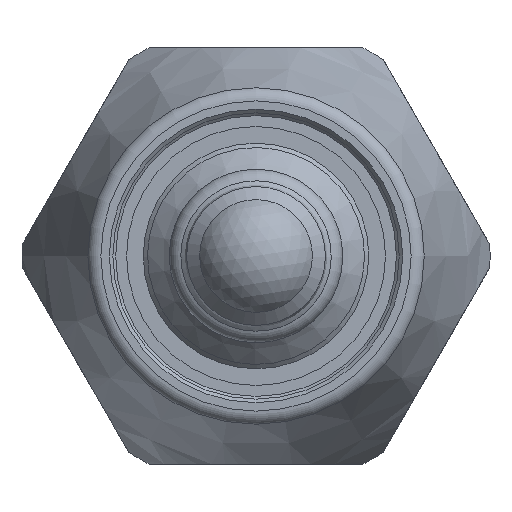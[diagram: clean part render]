
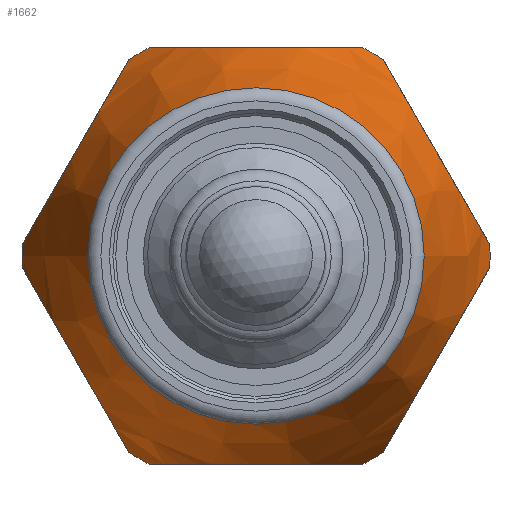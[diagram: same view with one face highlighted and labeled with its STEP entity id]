
A CAD part, front view. The second image highlights one B-rep face of the part: STEP entity #1662.
In plain terms, the highlighted conical face has half-angle 20 degrees and reference radius 11.492 mm.
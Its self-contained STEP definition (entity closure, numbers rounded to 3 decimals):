
#933=CARTESIAN_POINT('',(6.151,15.148,-12.));
#934=VERTEX_POINT('',#933);
#941=CARTESIAN_POINT('',(-6.151,15.148,-12.));
#942=VERTEX_POINT('',#941);
#943=CARTESIAN_POINT('',(6.151,15.148,-12.));
#944=CARTESIAN_POINT('',(0.,7.439,-12.));
#945=CARTESIAN_POINT('',(-6.151,15.148,-12.));
#953=(BOUNDED_CURVE()B_SPLINE_CURVE(2,(#943,#944,#945),.UNSPECIFIED.,.F.,.U.)B_SPLINE_CURVE_WITH_KNOTS((3,3),(0.0,1.476),.UNSPECIFIED.)CURVE()GEOMETRIC_REPRESENTATION_ITEM()RATIONAL_B_SPLINE_CURVE((1.0,1.124,1.0))REPRESENTATION_ITEM(''));
#954=EDGE_CURVE('',#934,#942,#953,.T.);
#1409=CARTESIAN_POINT('',(13.468,15.148,-0.673));
#1410=VERTEX_POINT('',#1409);
#1417=CARTESIAN_POINT('',(7.317,15.148,-11.327));
#1418=VERTEX_POINT('',#1417);
#1419=CARTESIAN_POINT('',(13.468,15.148,-0.673));
#1420=CARTESIAN_POINT('',(10.392,7.439,-6.));
#1421=CARTESIAN_POINT('',(7.317,15.148,-11.327));
#1429=(BOUNDED_CURVE()B_SPLINE_CURVE(2,(#1419,#1420,#1421),.UNSPECIFIED.,.F.,.U.)B_SPLINE_CURVE_WITH_KNOTS((3,3),(0.0,1.476),.UNSPECIFIED.)CURVE()GEOMETRIC_REPRESENTATION_ITEM()RATIONAL_B_SPLINE_CURVE((1.0,1.124,1.0))REPRESENTATION_ITEM(''));
#1430=EDGE_CURVE('',#1410,#1418,#1429,.T.);
#1447=CARTESIAN_POINT('',(13.468,15.148,0.673));
#1448=VERTEX_POINT('',#1447);
#1455=CARTESIAN_POINT('',(0.,15.148,0.));
#1456=DIRECTION('',(0.0,-1.0,0.0));
#1457=DIRECTION('',(-1.0,0.0,0.0));
#1458=AXIS2_PLACEMENT_3D('',#1455,#1456,#1457);
#1459=CIRCLE('',#1458,13.485);
#1460=EDGE_CURVE('',#1410,#1448,#1459,.T.);
#1472=CARTESIAN_POINT('',(7.317,15.148,11.327));
#1473=VERTEX_POINT('',#1472);
#1480=CARTESIAN_POINT('',(7.317,15.148,11.327));
#1481=CARTESIAN_POINT('',(10.392,7.439,6.));
#1482=CARTESIAN_POINT('',(13.468,15.148,0.673));
#1490=(BOUNDED_CURVE()B_SPLINE_CURVE(2,(#1480,#1481,#1482),.UNSPECIFIED.,.F.,.U.)B_SPLINE_CURVE_WITH_KNOTS((3,3),(0.0,1.476),.UNSPECIFIED.)CURVE()GEOMETRIC_REPRESENTATION_ITEM()RATIONAL_B_SPLINE_CURVE((1.0,1.124,1.0))REPRESENTATION_ITEM(''));
#1491=EDGE_CURVE('',#1473,#1448,#1490,.T.);
#1503=CARTESIAN_POINT('',(6.151,15.148,12.));
#1504=VERTEX_POINT('',#1503);
#1511=CARTESIAN_POINT('',(0.,15.148,0.));
#1512=DIRECTION('',(0.0,-1.0,0.0));
#1513=DIRECTION('',(-1.0,0.0,0.0));
#1514=AXIS2_PLACEMENT_3D('',#1511,#1512,#1513);
#1515=CIRCLE('',#1514,13.485);
#1516=EDGE_CURVE('',#1473,#1504,#1515,.T.);
#1528=CARTESIAN_POINT('',(-6.151,15.148,12.));
#1529=VERTEX_POINT('',#1528);
#1536=CARTESIAN_POINT('',(-6.151,15.148,12.));
#1537=CARTESIAN_POINT('',(0.,7.439,12.));
#1538=CARTESIAN_POINT('',(6.151,15.148,12.));
#1546=(BOUNDED_CURVE()B_SPLINE_CURVE(2,(#1536,#1537,#1538),.UNSPECIFIED.,.F.,.U.)B_SPLINE_CURVE_WITH_KNOTS((3,3),(0.0,1.476),.UNSPECIFIED.)CURVE()GEOMETRIC_REPRESENTATION_ITEM()RATIONAL_B_SPLINE_CURVE((1.0,1.124,1.0))REPRESENTATION_ITEM(''));
#1547=EDGE_CURVE('',#1529,#1504,#1546,.T.);
#1569=CARTESIAN_POINT('',(-9.692,4.726,0.));
#1570=VERTEX_POINT('',#1569);
#1571=CARTESIAN_POINT('',(0.,4.726,0.));
#1572=DIRECTION('',(0.0,-1.0,0.0));
#1573=DIRECTION('',(1.0,0.0,0.0));
#1574=AXIS2_PLACEMENT_3D('',#1571,#1572,#1573);
#1575=CIRCLE('',#1574,9.692);
#1576=EDGE_CURVE('',#1570,#1570,#1575,.T.);
#1584=CARTESIAN_POINT('',(0.,9.674,0.));
#1585=DIRECTION('',(0.,1.0,0.));
#1586=DIRECTION('',(-1.0,0.0,0.0));
#1587=AXIS2_PLACEMENT_3D('',#1584,#1585,#1586);
#1588=CONICAL_SURFACE('',#1587,11.492,20.);
#1589=ORIENTED_EDGE('',*,*,#1547,.F.);
#1590=CARTESIAN_POINT('',(-7.317,15.148,11.327));
#1591=VERTEX_POINT('',#1590);
#1592=CARTESIAN_POINT('',(0.,15.148,0.));
#1593=DIRECTION('',(0.0,-1.0,0.0));
#1594=DIRECTION('',(-1.0,0.0,0.0));
#1595=AXIS2_PLACEMENT_3D('',#1592,#1593,#1594);
#1596=CIRCLE('',#1595,13.485);
#1597=EDGE_CURVE('',#1529,#1591,#1596,.T.);
#1598=ORIENTED_EDGE('',*,*,#1597,.T.);
#1599=CARTESIAN_POINT('',(-13.468,15.148,0.673));
#1600=VERTEX_POINT('',#1599);
#1601=CARTESIAN_POINT('',(-13.468,15.148,0.673));
#1602=CARTESIAN_POINT('',(-10.392,7.439,6.));
#1603=CARTESIAN_POINT('',(-7.317,15.148,11.327));
#1611=(BOUNDED_CURVE()B_SPLINE_CURVE(2,(#1601,#1602,#1603),.UNSPECIFIED.,.F.,.U.)B_SPLINE_CURVE_WITH_KNOTS((3,3),(0.0,1.476),.UNSPECIFIED.)CURVE()GEOMETRIC_REPRESENTATION_ITEM()RATIONAL_B_SPLINE_CURVE((1.0,1.124,1.0))REPRESENTATION_ITEM(''));
#1612=EDGE_CURVE('',#1600,#1591,#1611,.T.);
#1613=ORIENTED_EDGE('',*,*,#1612,.F.);
#1614=CARTESIAN_POINT('',(-13.468,15.148,-0.673));
#1615=VERTEX_POINT('',#1614);
#1616=CARTESIAN_POINT('',(0.,15.148,0.));
#1617=DIRECTION('',(0.0,-1.0,0.0));
#1618=DIRECTION('',(-1.0,0.0,0.0));
#1619=AXIS2_PLACEMENT_3D('',#1616,#1617,#1618);
#1620=CIRCLE('',#1619,13.485);
#1621=EDGE_CURVE('',#1600,#1615,#1620,.T.);
#1622=ORIENTED_EDGE('',*,*,#1621,.T.);
#1623=CARTESIAN_POINT('',(-7.317,15.148,-11.327));
#1624=VERTEX_POINT('',#1623);
#1625=CARTESIAN_POINT('',(-7.317,15.148,-11.327));
#1626=CARTESIAN_POINT('',(-10.392,7.439,-6.));
#1627=CARTESIAN_POINT('',(-13.468,15.148,-0.673));
#1635=(BOUNDED_CURVE()B_SPLINE_CURVE(2,(#1625,#1626,#1627),.UNSPECIFIED.,.F.,.U.)B_SPLINE_CURVE_WITH_KNOTS((3,3),(0.0,1.476),.UNSPECIFIED.)CURVE()GEOMETRIC_REPRESENTATION_ITEM()RATIONAL_B_SPLINE_CURVE((1.0,1.124,1.0))REPRESENTATION_ITEM(''));
#1636=EDGE_CURVE('',#1624,#1615,#1635,.T.);
#1637=ORIENTED_EDGE('',*,*,#1636,.F.);
#1638=CARTESIAN_POINT('',(0.,15.148,0.));
#1639=DIRECTION('',(0.0,-1.0,0.0));
#1640=DIRECTION('',(-1.0,0.0,0.0));
#1641=AXIS2_PLACEMENT_3D('',#1638,#1639,#1640);
#1642=CIRCLE('',#1641,13.485);
#1643=EDGE_CURVE('',#1624,#942,#1642,.T.);
#1644=ORIENTED_EDGE('',*,*,#1643,.T.);
#1645=ORIENTED_EDGE('',*,*,#954,.F.);
#1646=CARTESIAN_POINT('',(0.,15.148,0.));
#1647=DIRECTION('',(0.0,-1.0,0.0));
#1648=DIRECTION('',(-1.0,0.0,0.0));
#1649=AXIS2_PLACEMENT_3D('',#1646,#1647,#1648);
#1650=CIRCLE('',#1649,13.485);
#1651=EDGE_CURVE('',#934,#1418,#1650,.T.);
#1652=ORIENTED_EDGE('',*,*,#1651,.T.);
#1653=ORIENTED_EDGE('',*,*,#1430,.F.);
#1654=ORIENTED_EDGE('',*,*,#1460,.T.);
#1655=ORIENTED_EDGE('',*,*,#1491,.F.);
#1656=ORIENTED_EDGE('',*,*,#1516,.T.);
#1657=EDGE_LOOP('',(#1589,#1598,#1613,#1622,#1637,#1644,#1645,#1652,#1653,#1654,#1655,#1656));
#1658=FACE_OUTER_BOUND('',#1657,.T.);
#1659=ORIENTED_EDGE('',*,*,#1576,.F.);
#1660=EDGE_LOOP('',(#1659));
#1661=FACE_BOUND('',#1660,.T.);
#1662=ADVANCED_FACE('',(#1658,#1661),#1588,.T.);
